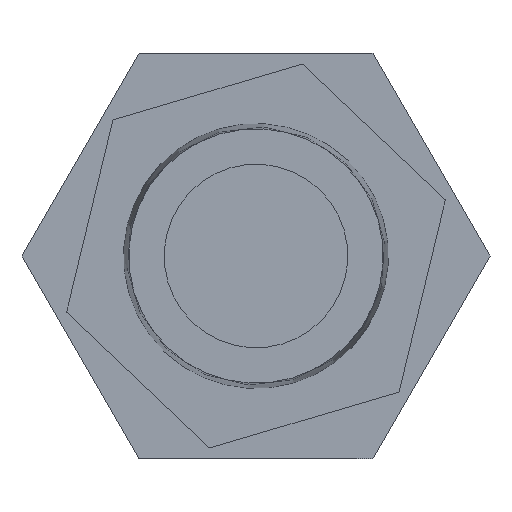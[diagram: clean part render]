
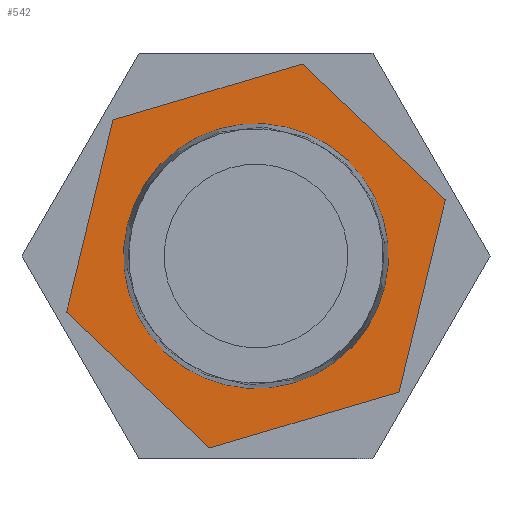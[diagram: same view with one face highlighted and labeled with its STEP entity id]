
A CAD part, front view. The second image highlights one B-rep face of the part: STEP entity #542.
In plain terms, the highlighted face is planar.
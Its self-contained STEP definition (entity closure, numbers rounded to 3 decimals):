
#36=LINE('',#1089,#72);
#37=LINE('',#1092,#73);
#38=LINE('',#1094,#74);
#39=LINE('',#1096,#75);
#40=LINE('',#1098,#76);
#41=LINE('',#1100,#77);
#72=VECTOR('',#940,1000.);
#73=VECTOR('',#941,1000.);
#74=VECTOR('',#942,1000.);
#75=VECTOR('',#943,1000.);
#76=VECTOR('',#944,1000.);
#77=VECTOR('',#945,1000.);
#190=ORIENTED_EDGE('',*,*,#274,.T.);
#191=ORIENTED_EDGE('',*,*,#275,.F.);
#192=ORIENTED_EDGE('',*,*,#276,.F.);
#193=ORIENTED_EDGE('',*,*,#277,.F.);
#194=ORIENTED_EDGE('',*,*,#278,.F.);
#195=ORIENTED_EDGE('',*,*,#279,.F.);
#196=ORIENTED_EDGE('',*,*,#280,.F.);
#274=EDGE_CURVE('',#327,#327,#362,.T.);
#275=EDGE_CURVE('',#328,#329,#36,.T.);
#276=EDGE_CURVE('',#330,#328,#37,.T.);
#277=EDGE_CURVE('',#331,#330,#38,.T.);
#278=EDGE_CURVE('',#332,#331,#39,.T.);
#279=EDGE_CURVE('',#333,#332,#40,.T.);
#280=EDGE_CURVE('',#329,#333,#41,.T.);
#327=VERTEX_POINT('',#1088);
#328=VERTEX_POINT('',#1090);
#329=VERTEX_POINT('',#1091);
#330=VERTEX_POINT('',#1093);
#331=VERTEX_POINT('',#1095);
#332=VERTEX_POINT('',#1097);
#333=VERTEX_POINT('',#1099);
#362=CIRCLE('',#808,10.454);
#409=EDGE_LOOP('',(#190));
#410=EDGE_LOOP('',(#191,#192,#193,#194,#195,#196));
#471=FACE_BOUND('',#409,.T.);
#472=FACE_BOUND('',#410,.T.);
#507=PLANE('',#807);
#542=ADVANCED_FACE('',(#471,#472),#507,.F.);
#807=AXIS2_PLACEMENT_3D('',#1086,#936,#937);
#808=AXIS2_PLACEMENT_3D('',#1087,#938,#939);
#936=DIRECTION('',(0.,-1.,0.));
#937=DIRECTION('',(0.,0.,-1.));
#938=DIRECTION('',(0.,-1.,0.));
#939=DIRECTION('',(0.,0.,-1.));
#940=DIRECTION('',(1.,0.,0.));
#941=DIRECTION('',(0.5,0.,-0.866));
#942=DIRECTION('',(-0.5,0.,-0.866));
#943=DIRECTION('',(-1.,0.,0.));
#944=DIRECTION('',(-0.5,0.,0.866));
#945=DIRECTION('',(0.5,0.,0.866));
#1086=CARTESIAN_POINT('',(0.,8.8,0.));
#1087=CARTESIAN_POINT('',(0.,8.8,0.));
#1088=CARTESIAN_POINT('',(0.,8.8,-10.454));
#1089=CARTESIAN_POINT('',(-7.794,8.8,-13.5));
#1090=CARTESIAN_POINT('',(-7.794,8.8,-13.5));
#1091=CARTESIAN_POINT('',(7.794,8.8,-13.5));
#1092=CARTESIAN_POINT('',(-15.588,8.8,0.));
#1093=CARTESIAN_POINT('',(-15.588,8.8,0.));
#1094=CARTESIAN_POINT('',(-7.794,8.8,13.5));
#1095=CARTESIAN_POINT('',(-7.794,8.8,13.5));
#1096=CARTESIAN_POINT('',(7.794,8.8,13.5));
#1097=CARTESIAN_POINT('',(7.794,8.8,13.5));
#1098=CARTESIAN_POINT('',(15.588,8.8,0.));
#1099=CARTESIAN_POINT('',(15.588,8.8,0.));
#1100=CARTESIAN_POINT('',(7.794,8.8,-13.5));
